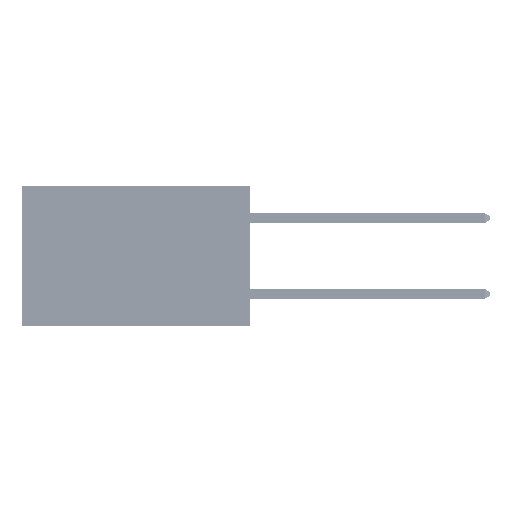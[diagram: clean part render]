
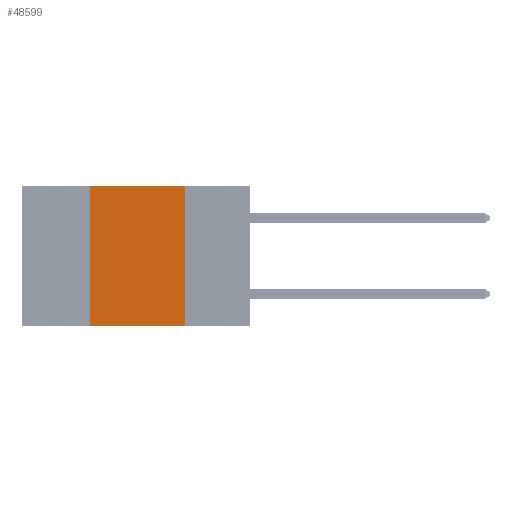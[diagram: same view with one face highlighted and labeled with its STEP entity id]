
A CAD part, left-side view. The second image highlights one B-rep face of the part: STEP entity #48599.
In plain terms, the highlighted planar face has unit normal (-1, 0, 0).
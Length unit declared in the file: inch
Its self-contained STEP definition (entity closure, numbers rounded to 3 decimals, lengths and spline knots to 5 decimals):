
#1076 = VERTEX_POINT ( 'NONE', #43579 ) ;
#6409 = CARTESIAN_POINT ( 'NONE',  ( 0., 0.42, 0. ) ) ;
#6611 = VECTOR ( 'NONE', #16086, 39.37008 ) ;
#7362 = ORIENTED_EDGE ( 'NONE', *, *, #21751, .F. ) ;
#7470 = PLANE ( 'NONE',  #18131 ) ;
#7634 = VECTOR ( 'NONE', #7880, 39.37008 ) ;
#7880 = DIRECTION ( 'NONE',  ( 0., -1., 0. ) ) ;
#10022 = LINE ( 'NONE', #45374, #7634 ) ;
#10590 = DIRECTION ( 'NONE',  ( 0., 0., -1. ) ) ;
#12145 = LINE ( 'NONE', #6409, #41350 ) ;
#13601 = CARTESIAN_POINT ( 'NONE',  ( 0., 0.6, -0.37 ) ) ;
#16086 = DIRECTION ( 'NONE',  ( 0., 0., -1. ) ) ;
#17946 = DIRECTION ( 'NONE',  ( 0., -1., 0. ) ) ;
#18131 = AXIS2_PLACEMENT_3D ( 'NONE', #35475, #24144, #10590 ) ;
#18623 = CARTESIAN_POINT ( 'NONE',  ( 0., 0.42, -0.37 ) ) ;
#20286 = FACE_OUTER_BOUND ( 'NONE', #46503, .T. ) ;
#21751 = EDGE_CURVE ( 'NONE', #24416, #1076, #12145, .T. ) ;
#23400 = LINE ( 'NONE', #35569, #6611 ) ;
#24031 = VERTEX_POINT ( 'NONE', #39803 ) ;
#24059 = ORIENTED_EDGE ( 'NONE', *, *, #40019, .T. ) ;
#24144 = DIRECTION ( 'NONE',  ( 1., 0., 0. ) ) ;
#24416 = VERTEX_POINT ( 'NONE', #18623 ) ;
#25083 = EDGE_CURVE ( 'NONE', #1076, #24031, #10022, .T. ) ;
#27577 = LINE ( 'NONE', #13601, #41295 ) ;
#30789 = VERTEX_POINT ( 'NONE', #48507 ) ;
#35475 = CARTESIAN_POINT ( 'NONE',  ( 0., 0.6, 0. ) ) ;
#35569 = CARTESIAN_POINT ( 'NONE',  ( 0., 0.17, 0. ) ) ;
#39576 = ORIENTED_EDGE ( 'NONE', *, *, #25083, .F. ) ;
#39790 = ORIENTED_EDGE ( 'NONE', *, *, #40461, .F. ) ;
#39803 = CARTESIAN_POINT ( 'NONE',  ( 0., 0.17, 0. ) ) ;
#40019 = EDGE_CURVE ( 'NONE', #24416, #30789, #27577, .T. ) ;
#40461 = EDGE_CURVE ( 'NONE', #24031, #30789, #23400, .T. ) ;
#41295 = VECTOR ( 'NONE', #17946, 39.37008 ) ;
#41350 = VECTOR ( 'NONE', #48067, 39.37008 ) ;
#43579 = CARTESIAN_POINT ( 'NONE',  ( 0., 0.42, 0. ) ) ;
#45374 = CARTESIAN_POINT ( 'NONE',  ( 0., 0.6, 0. ) ) ;
#46503 = EDGE_LOOP ( 'NONE', ( #39790, #39576, #7362, #24059 ) ) ;
#48067 = DIRECTION ( 'NONE',  ( 0., 0., 1. ) ) ;
#48507 = CARTESIAN_POINT ( 'NONE',  ( 0., 0.17, -0.37 ) ) ;
#48599 = ADVANCED_FACE ( 'NONE', ( #20286 ), #7470, .F. ) ;
